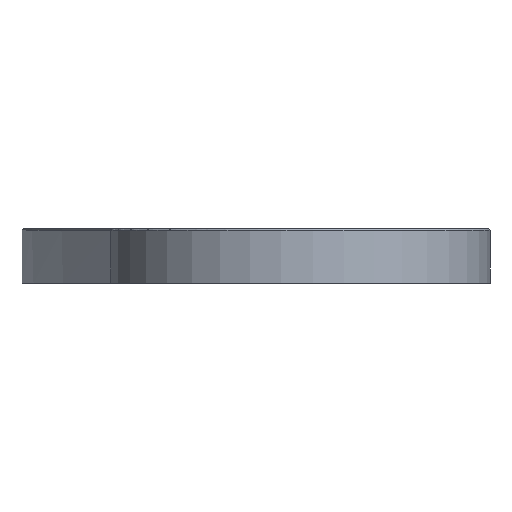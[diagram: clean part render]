
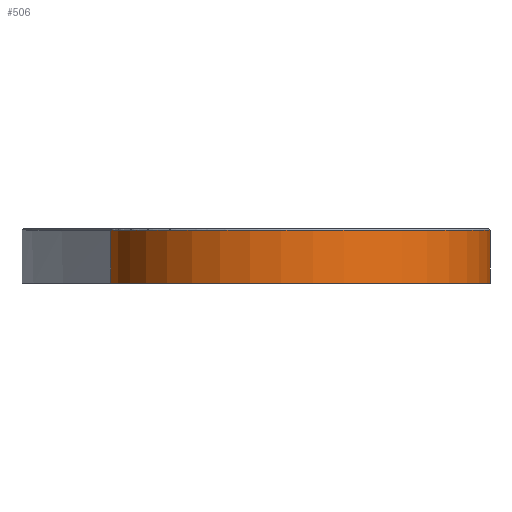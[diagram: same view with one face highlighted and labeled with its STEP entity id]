
A CAD part, front view. The second image highlights one B-rep face of the part: STEP entity #506.
In plain terms, the highlighted cylindrical face has radius 17.5 mm (diameter 35 mm), a partial arc.
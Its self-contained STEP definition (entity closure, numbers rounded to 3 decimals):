
#31 = CIRCLE ( 'NONE', #188, 17.5 ) ;
#33 = EDGE_CURVE ( 'NONE', #458, #743, #760, .T. ) ;
#34 = DIRECTION ( 'NONE',  ( 0., 0., 1. ) ) ;
#63 = CARTESIAN_POINT ( 'NONE',  ( -37.552, 55.163, -5. ) ) ;
#102 = EDGE_CURVE ( 'NONE', #743, #617, #907, .T. ) ;
#107 = ORIENTED_EDGE ( 'NONE', *, *, #1100, .F. ) ;
#119 = DIRECTION ( 'NONE',  ( -1., 0., 0. ) ) ;
#131 = CARTESIAN_POINT ( 'NONE',  ( -2.72, 57.58, -5. ) ) ;
#159 = CARTESIAN_POINT ( 'NONE',  ( -20.22, 57.58, -0.15 ) ) ;
#188 = AXIS2_PLACEMENT_3D ( 'NONE', #410, #34, #119 ) ;
#245 = CARTESIAN_POINT ( 'NONE',  ( -2.72, 57.58, -0.15 ) ) ;
#263 = VERTEX_POINT ( 'NONE', #1084 ) ;
#297 = EDGE_LOOP ( 'NONE', ( #368, #1167, #1078, #107 ) ) ;
#320 = EDGE_CURVE ( 'NONE', #263, #458, #31, .T. ) ;
#326 = DIRECTION ( 'NONE',  ( 1., 0., 0. ) ) ;
#343 = DIRECTION ( 'NONE',  ( 0., 0., 1. ) ) ;
#368 = ORIENTED_EDGE ( 'NONE', *, *, #320, .T. ) ;
#410 = CARTESIAN_POINT ( 'NONE',  ( -20.22, 57.58, -5. ) ) ;
#411 = AXIS2_PLACEMENT_3D ( 'NONE', #924, #429, #326 ) ;
#423 = CARTESIAN_POINT ( 'NONE',  ( -37.552, 55.163, -0.15 ) ) ;
#429 = DIRECTION ( 'NONE',  ( 0., 0., 1. ) ) ;
#445 = VECTOR ( 'NONE', #933, 1000. ) ;
#458 = VERTEX_POINT ( 'NONE', #131 ) ;
#506 = ADVANCED_FACE ( 'NONE', ( #522 ), #1286, .T. ) ;
#522 = FACE_OUTER_BOUND ( 'NONE', #297, .T. ) ;
#564 = DIRECTION ( 'NONE',  ( 0., 0., -1. ) ) ;
#617 = VERTEX_POINT ( 'NONE', #423 ) ;
#661 = LINE ( 'NONE', #63, #1166 ) ;
#732 = CARTESIAN_POINT ( 'NONE',  ( -2.72, 57.58, -5. ) ) ;
#734 = AXIS2_PLACEMENT_3D ( 'NONE', #159, #564, #1049 ) ;
#743 = VERTEX_POINT ( 'NONE', #245 ) ;
#760 = LINE ( 'NONE', #732, #445 ) ;
#907 = CIRCLE ( 'NONE', #734, 17.5 ) ;
#924 = CARTESIAN_POINT ( 'NONE',  ( -20.22, 57.58, -5. ) ) ;
#933 = DIRECTION ( 'NONE',  ( 0., 0., 1. ) ) ;
#1049 = DIRECTION ( 'NONE',  ( -1., 0., 0. ) ) ;
#1078 = ORIENTED_EDGE ( 'NONE', *, *, #102, .T. ) ;
#1084 = CARTESIAN_POINT ( 'NONE',  ( -37.552, 55.163, -5. ) ) ;
#1100 = EDGE_CURVE ( 'NONE', #263, #617, #661, .T. ) ;
#1166 = VECTOR ( 'NONE', #343, 1000. ) ;
#1167 = ORIENTED_EDGE ( 'NONE', *, *, #33, .T. ) ;
#1286 = CYLINDRICAL_SURFACE ( 'NONE', #411, 17.5 ) ;
